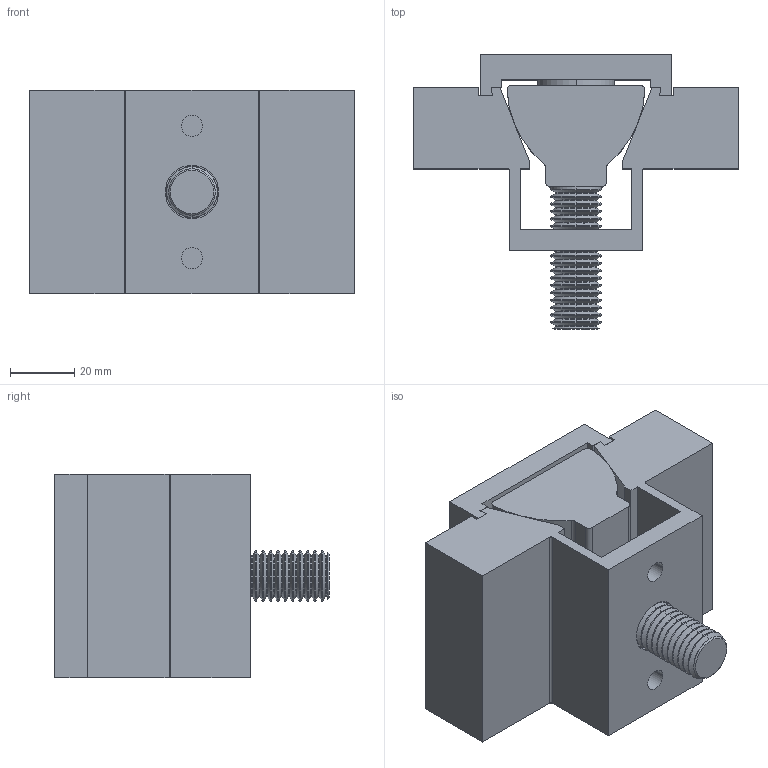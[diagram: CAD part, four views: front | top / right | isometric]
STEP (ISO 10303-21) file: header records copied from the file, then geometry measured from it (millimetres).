
FILE_DESCRIPTION (( 'STEP AP203' ), '1' );
FILE_NAME ('MiteeBite-80200.step', '2012-11-14T20:16:08', ( 'Windows User' ), ( '' ), 'SwSTEP 2.0', 'SolidWorks 2013', '' );
FILE_SCHEMA (( 'CONFIG_CONTROL_DESIGN' ));
Length unit declared in the file: inch
Products named in the file (5): MiteeBite-80200_60200; MiteeBite-80200_60340; MiteeBite-80200_60185; MiteeBite-80200_625-11 CAP; MiteeBite-80200
Assembly tree (4 placements, depth 2):
  MiteeBite-80200
    MiteeBite-80200_60200
    MiteeBite-80200_60340
    MiteeBite-80200_60185
    MiteeBite-80200_625-11 CAP
Bounding box: 101.6 x 85.73 x 63.5 mm (x, y, z)
Volume: 230868 mm3; surface area: 58621.6 mm2
Topology: 4 solids, 4 shells, 247 faces, 547 edges, 312 vertices
Faces by surface type: cylinder 103, cone 82, plane 60, bspline 2
Entity records: 7248 total; most frequent: DIRECTION 1265, CARTESIAN_POINT 1149, ORIENTED_EDGE 1094, EDGE_CURVE 547, AXIS2_PLACEMENT_3D 468, VECTOR 329, LINE 329, VERTEX_POINT 312
